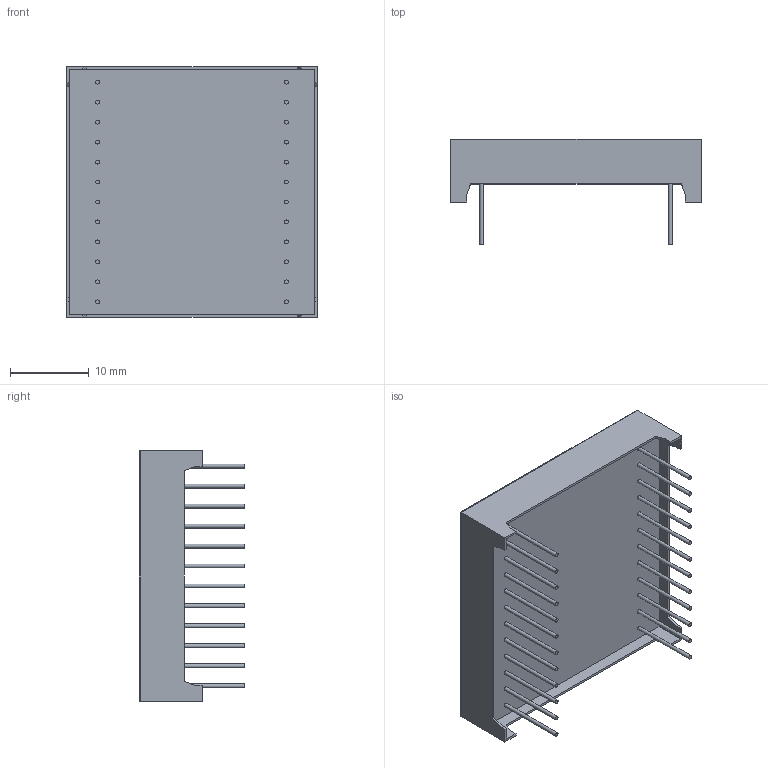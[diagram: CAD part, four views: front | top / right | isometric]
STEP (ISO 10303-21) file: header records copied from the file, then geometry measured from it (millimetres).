
FILE_DESCRIPTION(/* description */ (''),/* implementation_level */ '2;1');
FILE_NAME(/* name */ '1088AHG.step',/* time_stamp */ '2020-10-30T00:54:11+01:00',/* author */ (''),/* organization */ (''),/* preprocessor_version */ 'ST-DEVELOPER v18.1',/* originating_system */ 'Autodesk Translation Framework v9.3.0.1241',/* authorisation */ '');
FILE_SCHEMA (('AUTOMOTIVE_DESIGN { 1 0 10303 214 3 1 1 }'));
Length unit declared in the file: millimetre
Products named in the file (2): (Unsaved); Default
Assembly tree (1 placements, depth 2):
  (Unsaved)
    Default
Bounding box: 31.8 x 13.4 x 31.8 mm (x, y, z)
Volume: 4357.8 mm3; surface area: 4601.5 mm2
Topology: 2 solids, 2 shells, 442 faces, 1011 edges, 674 vertices
Faces by surface type: plane 175, cylinder 152, bspline 115
Full cylindrical faces by diameter (mm): 0.5 x24, 3 x128
Entity records: 13965 total; most frequent: CARTESIAN_POINT 4085, ORIENTED_EDGE 2022, DIRECTION 1745, EDGE_CURVE 1011, VERTEX_POINT 674, EDGE_LOOP 671, AXIS2_PLACEMENT_3D 634, LINE 477
